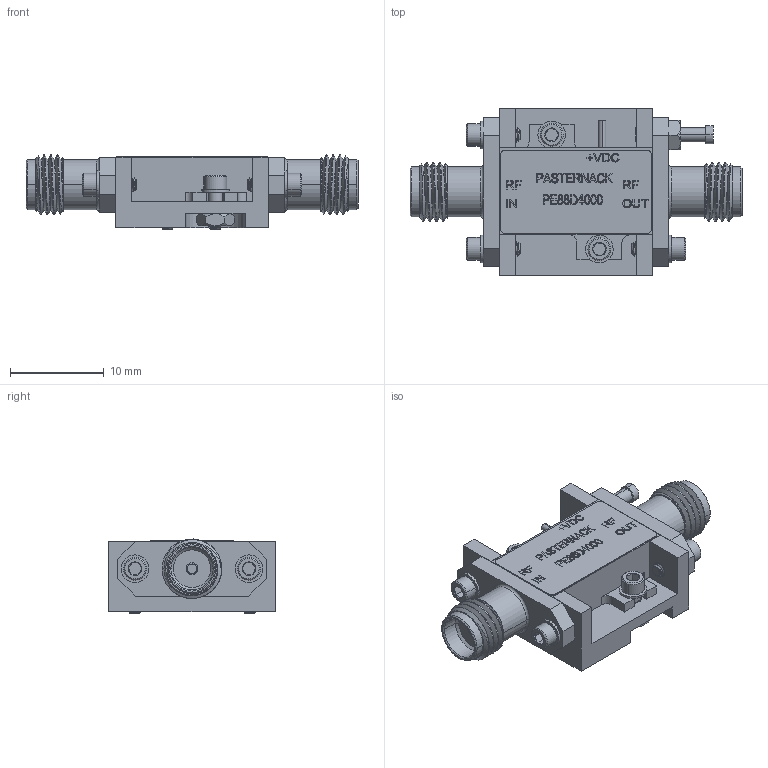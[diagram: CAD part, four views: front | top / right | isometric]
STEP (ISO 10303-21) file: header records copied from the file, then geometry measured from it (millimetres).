
FILE_DESCRIPTION (( 'STEP AP214' ), '1' );
FILE_NAME ('PE88D4000.STEP', '2017-06-29T23:21:07', ( '' ), ( '' ), 'SwSTEP 2.0', 'SolidWorks 2014', '' );
FILE_SCHEMA (( 'AUTOMOTIVE_DESIGN' ));
Length unit declared in the file: inch
Products named in the file (1): PE88D4000
Bounding box: 35.41 x 17.78 x 7.9 mm (x, y, z)
Volume: 2234.7 mm3; surface area: 3202.5 mm2
Topology: 16 solids, 16 shells, 672 faces, 1939 edges, 1376 vertices
Faces by surface type: cylinder 303, plane 227, cone 122, bspline 16, torus 4
Entity records: 36902 total; most frequent: CARTESIAN_POINT 15058, ORIENTED_EDGE 3878, DIRECTION 2925, EDGE_CURVE 1939, VERTEX_POINT 1376, AXIS2_PLACEMENT_3D 1037, LINE 851, VECTOR 851
